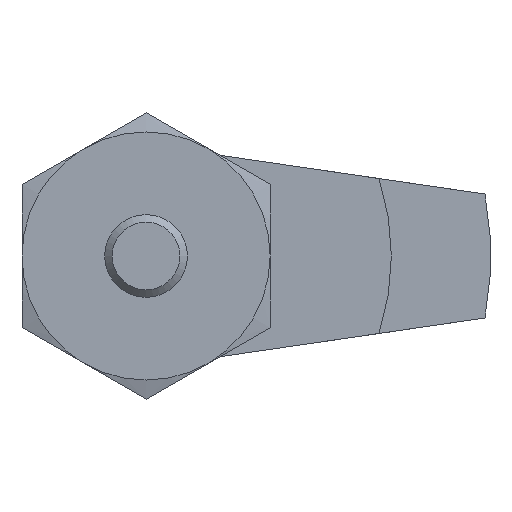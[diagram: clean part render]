
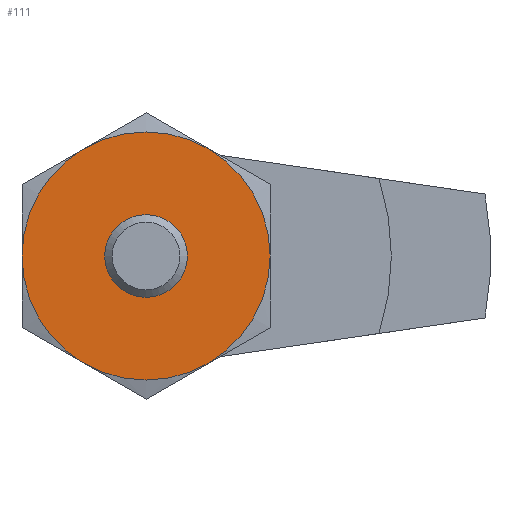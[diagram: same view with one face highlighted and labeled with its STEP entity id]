
A CAD part, front view. The second image highlights one B-rep face of the part: STEP entity #111.
In plain terms, the highlighted planar face has unit normal (0, -1, 0).
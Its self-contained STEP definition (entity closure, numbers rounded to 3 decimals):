
#111 = ADVANCED_FACE( '', ( #247, #248 ), #249, .F. );
#247 = FACE_BOUND( '', #410, .T. );
#248 = FACE_OUTER_BOUND( '', #411, .T. );
#249 = PLANE( '', #412 );
#410 = EDGE_LOOP( '', ( #663 ) );
#411 = EDGE_LOOP( '', ( #664, #665, #666, #667, #668, #669 ) );
#412 = AXIS2_PLACEMENT_3D( '', #670, #671, #672 );
#663 = ORIENTED_EDGE( '', *, *, #957, .F. );
#664 = ORIENTED_EDGE( '', *, *, #872, .T. );
#665 = ORIENTED_EDGE( '', *, *, #958, .T. );
#666 = ORIENTED_EDGE( '', *, *, #959, .T. );
#667 = ORIENTED_EDGE( '', *, *, #919, .T. );
#668 = ORIENTED_EDGE( '', *, *, #894, .T. );
#669 = ORIENTED_EDGE( '', *, *, #960, .T. );
#670 = CARTESIAN_POINT( '', ( 18., 0., 0. ) );
#671 = DIRECTION( '', ( 0., 1., 0. ) );
#672 = DIRECTION( '', ( 0., 0., 1. ) );
#872 = EDGE_CURVE( '', #1010, #1011, #1012, .T. );
#894 = EDGE_CURVE( '', #1048, #1049, #1050, .T. );
#919 = EDGE_CURVE( '', #1084, #1048, #1088, .T. );
#957 = EDGE_CURVE( '', #1145, #1145, #1146, .T. );
#958 = EDGE_CURVE( '', #1011, #1063, #1147, .T. );
#959 = EDGE_CURVE( '', #1063, #1084, #1148, .T. );
#960 = EDGE_CURVE( '', #1049, #1010, #1149, .T. );
#1010 = VERTEX_POINT( '', #1209 );
#1011 = VERTEX_POINT( '', #1210 );
#1012 = CIRCLE( '', #1211, 18. );
#1048 = VERTEX_POINT( '', #1283 );
#1049 = VERTEX_POINT( '', #1284 );
#1050 = CIRCLE( '', #1285, 18. );
#1063 = VERTEX_POINT( '', #1319 );
#1084 = VERTEX_POINT( '', #1371 );
#1088 = CIRCLE( '', #1385, 18. );
#1145 = VERTEX_POINT( '', #1500 );
#1146 = CIRCLE( '', #1501, 4.7 );
#1147 = CIRCLE( '', #1502, 18. );
#1148 = CIRCLE( '', #1503, 18. );
#1149 = CIRCLE( '', #1504, 18. );
#1209 = CARTESIAN_POINT( '', ( 9., 0., -15.588 ) );
#1210 = CARTESIAN_POINT( '', ( 18., 0., 0. ) );
#1211 = AXIS2_PLACEMENT_3D( '', #1587, #1588, #1589 );
#1283 = CARTESIAN_POINT( '', ( -18., 0., 0. ) );
#1284 = CARTESIAN_POINT( '', ( -9., 0., -15.588 ) );
#1285 = AXIS2_PLACEMENT_3D( '', #1608, #1609, #1610 );
#1319 = CARTESIAN_POINT( '', ( 9., 0., 15.588 ) );
#1371 = CARTESIAN_POINT( '', ( -9., 0., 15.588 ) );
#1385 = AXIS2_PLACEMENT_3D( '', #1621, #1622, #1623 );
#1500 = CARTESIAN_POINT( '', ( 0., 0., -4.7 ) );
#1501 = AXIS2_PLACEMENT_3D( '', #1663, #1664, #1665 );
#1502 = AXIS2_PLACEMENT_3D( '', #1666, #1667, #1668 );
#1503 = AXIS2_PLACEMENT_3D( '', #1669, #1670, #1671 );
#1504 = AXIS2_PLACEMENT_3D( '', #1672, #1673, #1674 );
#1587 = CARTESIAN_POINT( '', ( 0., 0., 0. ) );
#1588 = DIRECTION( '', ( 0., -1., 0. ) );
#1589 = DIRECTION( '', ( 0., 0., -1. ) );
#1608 = CARTESIAN_POINT( '', ( 0., 0., 0. ) );
#1609 = DIRECTION( '', ( 0., -1., 0. ) );
#1610 = DIRECTION( '', ( 0., 0., -1. ) );
#1621 = CARTESIAN_POINT( '', ( 0., 0., 0. ) );
#1622 = DIRECTION( '', ( 0., -1., 0. ) );
#1623 = DIRECTION( '', ( 0., 0., -1. ) );
#1663 = CARTESIAN_POINT( '', ( 0., 0., 0. ) );
#1664 = DIRECTION( '', ( 0., -1., 0. ) );
#1665 = DIRECTION( '', ( 0., 0., -1. ) );
#1666 = CARTESIAN_POINT( '', ( 0., 0., 0. ) );
#1667 = DIRECTION( '', ( 0., -1., 0. ) );
#1668 = DIRECTION( '', ( 0., 0., -1. ) );
#1669 = CARTESIAN_POINT( '', ( 0., 0., 0. ) );
#1670 = DIRECTION( '', ( 0., -1., 0. ) );
#1671 = DIRECTION( '', ( 0., 0., -1. ) );
#1672 = CARTESIAN_POINT( '', ( 0., 0., 0. ) );
#1673 = DIRECTION( '', ( 0., -1., 0. ) );
#1674 = DIRECTION( '', ( 0., 0., -1. ) );
